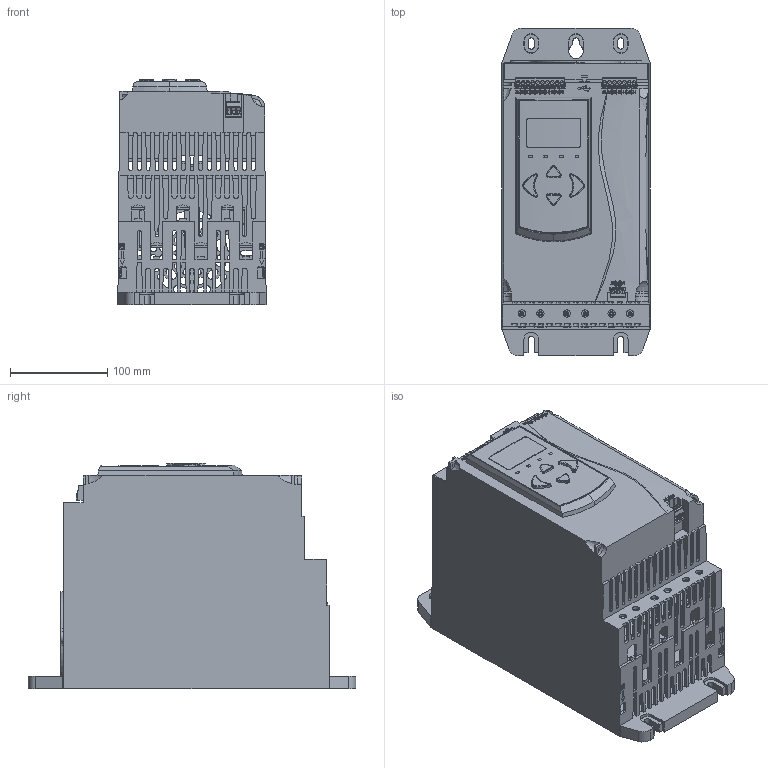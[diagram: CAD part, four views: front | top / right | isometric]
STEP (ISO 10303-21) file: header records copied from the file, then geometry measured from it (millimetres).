
FILE_DESCRIPTION(/* description */ (''),/* implementation_level */ '2;1');
FILE_NAME(/* name */ 'FILE_STP_CAD_DRAWING_3D_ADXT0034-ADX0126_prt.stp',/* time_stamp */ '2025-02-26T08:16:34+01:00',/* author */ (''),/* organization */ (''),/* preprocessor_version */ 'ST-DEVELOPER v16.7',/* originating_system */ 'SIEMENS PLM Software NX 12.0',/* authorisation */ '');
FILE_SCHEMA (('AUTOMOTIVE_DESIGN { 1 0 10303 214 3 1 1 1 }'));
Products named in the file (1): 3D_ADXT0034-ADX0126
Bounding box: 152.32 x 336.23 x 231.48 mm (x, y, z)
Surface area: 562422.2 mm2 (no closed solid volume)
Topology: 0 solids, 175 shells, 1540 faces, 6885 edges, 5254 vertices
Faces by surface type: plane 984, cylinder 424, bspline 76, cone 56
Entity records: 84700 total; most frequent: CARTESIAN_POINT 29293, ORIENTED_EDGE 10493, DIRECTION 10224, EDGE_CURVE 6883, VERTEX_POINT 5253, LINE 4562, VECTOR 4562, AXIS2_PLACEMENT_3D 2831
